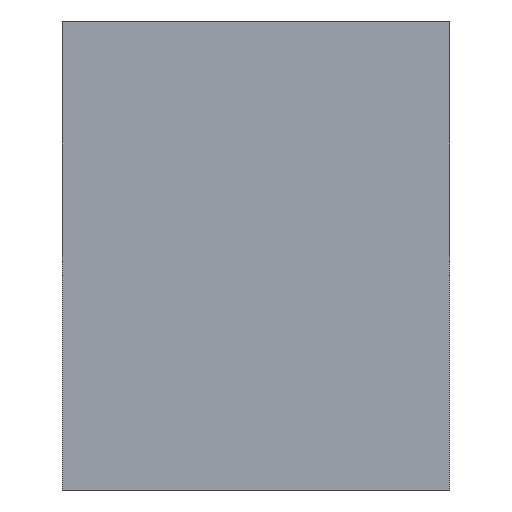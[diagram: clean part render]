
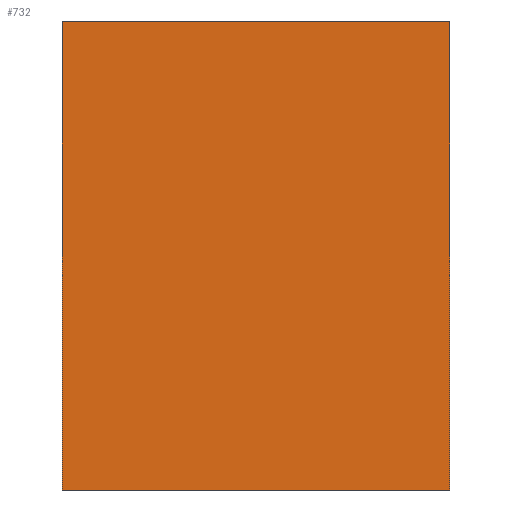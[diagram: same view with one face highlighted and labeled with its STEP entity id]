
A CAD part, front view. The second image highlights one B-rep face of the part: STEP entity #732.
In plain terms, the highlighted planar face has unit normal (0, -1, 0).
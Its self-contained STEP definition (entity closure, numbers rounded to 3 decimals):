
#65 = VERTEX_POINT ( 'NONE', #2361 ) ;
#84 = FACE_OUTER_BOUND ( 'NONE', #936, .T. ) ;
#271 = ORIENTED_EDGE ( 'NONE', *, *, #1200, .T. ) ;
#315 = DIRECTION ( 'NONE',  ( 0., -1., 0. ) ) ;
#328 = PLANE ( 'NONE',  #831 ) ;
#469 = VECTOR ( 'NONE', #618, 1000. ) ;
#524 = VERTEX_POINT ( 'NONE', #1034 ) ;
#545 = CARTESIAN_POINT ( 'NONE',  ( 0., 74.451, 31.4 ) ) ;
#618 = DIRECTION ( 'NONE',  ( -1., 0., 0. ) ) ;
#627 = VECTOR ( 'NONE', #1797, 1000. ) ;
#658 = CARTESIAN_POINT ( 'NONE',  ( 0., 74.451, 0. ) ) ;
#689 = CARTESIAN_POINT ( 'NONE',  ( -79.97, 74.451, 31.4 ) ) ;
#732 = ADVANCED_FACE ( 'NONE', ( #84 ), #328, .T. ) ;
#747 = CARTESIAN_POINT ( 'NONE',  ( -79.97, 74.451, 31.4 ) ) ;
#831 = AXIS2_PLACEMENT_3D ( 'NONE', #545, #315, #2502 ) ;
#936 = EDGE_LOOP ( 'NONE', ( #1484, #1368, #1194, #271 ) ) ;
#1034 = CARTESIAN_POINT ( 'NONE',  ( -79.97, 74.451, 0. ) ) ;
#1088 = VECTOR ( 'NONE', #1542, 1000. ) ;
#1194 = ORIENTED_EDGE ( 'NONE', *, *, #1411, .T. ) ;
#1200 = EDGE_CURVE ( 'NONE', #2476, #524, #2738, .T. ) ;
#1368 = ORIENTED_EDGE ( 'NONE', *, *, #2443, .F. ) ;
#1411 = EDGE_CURVE ( 'NONE', #65, #2476, #2398, .T. ) ;
#1484 = ORIENTED_EDGE ( 'NONE', *, *, #2651, .F. ) ;
#1542 = DIRECTION ( 'NONE',  ( -1., 0., 0. ) ) ;
#1589 = DIRECTION ( 'NONE',  ( 0., 0., -1. ) ) ;
#1766 = VECTOR ( 'NONE', #1589, 1000. ) ;
#1797 = DIRECTION ( 'NONE',  ( 0., 0., -1. ) ) ;
#1935 = VERTEX_POINT ( 'NONE', #2161 ) ;
#2006 = LINE ( 'NONE', #2655, #627 ) ;
#2161 = CARTESIAN_POINT ( 'NONE',  ( -53.97, 74.451, 0. ) ) ;
#2361 = CARTESIAN_POINT ( 'NONE',  ( -53.97, 74.451, 31.4 ) ) ;
#2398 = LINE ( 'NONE', #2613, #469 ) ;
#2443 = EDGE_CURVE ( 'NONE', #65, #1935, #2006, .T. ) ;
#2476 = VERTEX_POINT ( 'NONE', #689 ) ;
#2502 = DIRECTION ( 'NONE',  ( 0., 0., -1. ) ) ;
#2613 = CARTESIAN_POINT ( 'NONE',  ( 0., 74.451, 31.4 ) ) ;
#2649 = LINE ( 'NONE', #658, #1088 ) ;
#2651 = EDGE_CURVE ( 'NONE', #1935, #524, #2649, .T. ) ;
#2655 = CARTESIAN_POINT ( 'NONE',  ( -53.97, 74.451, 31.4 ) ) ;
#2738 = LINE ( 'NONE', #747, #1766 ) ;
